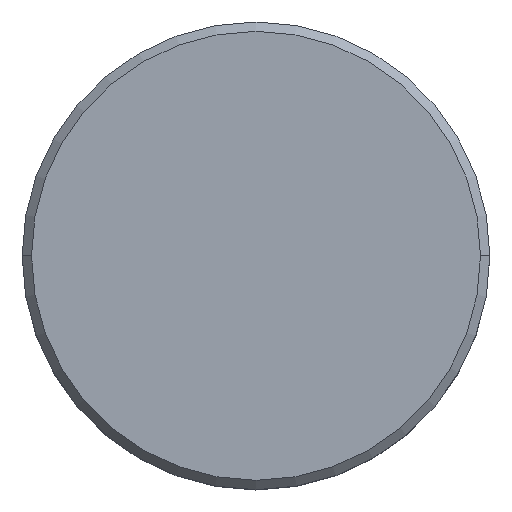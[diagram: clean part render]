
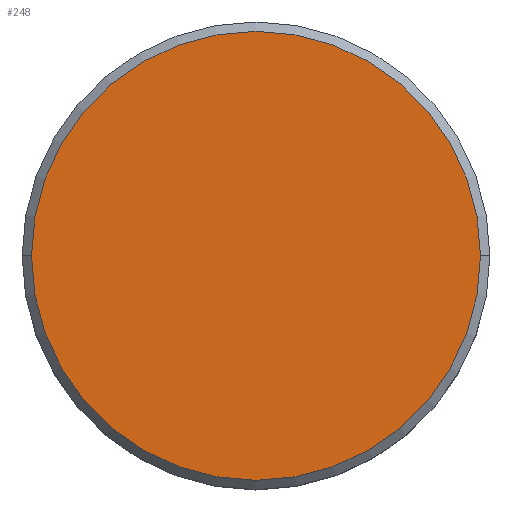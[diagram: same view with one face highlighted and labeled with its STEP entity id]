
A CAD part, top view. The second image highlights one B-rep face of the part: STEP entity #248.
In plain terms, the highlighted planar face has unit normal (0, 0, 1).
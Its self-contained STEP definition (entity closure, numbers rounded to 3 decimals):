
#4 = CIRCLE ( 'NONE', #425, 12. ) ;
#27 = VERTEX_POINT ( 'NONE', #465 ) ;
#38 = CARTESIAN_POINT ( 'NONE',  ( 0., 0., 0. ) ) ;
#65 = EDGE_CURVE ( 'NONE', #27, #235, #236, .T. ) ;
#74 = AXIS2_PLACEMENT_3D ( 'NONE', #38, #312, #176 ) ;
#80 = EDGE_LOOP ( 'NONE', ( #516, #531 ) ) ;
#156 = AXIS2_PLACEMENT_3D ( 'NONE', #524, #344, #205 ) ;
#176 = DIRECTION ( 'NONE',  ( 1., 0., 0. ) ) ;
#180 = DIRECTION ( 'NONE',  ( 1., 0., 0. ) ) ;
#205 = DIRECTION ( 'NONE',  ( 1., 0., 0. ) ) ;
#227 = CARTESIAN_POINT ( 'NONE',  ( 0., 0., 0. ) ) ;
#235 = VERTEX_POINT ( 'NONE', #443 ) ;
#236 = CIRCLE ( 'NONE', #156, 12. ) ;
#248 = ADVANCED_FACE ( 'NONE', ( #554 ), #403, .T. ) ;
#272 = DIRECTION ( 'NONE',  ( 0., 0., 1. ) ) ;
#312 = DIRECTION ( 'NONE',  ( 0., 0., 1. ) ) ;
#339 = EDGE_CURVE ( 'NONE', #235, #27, #4, .T. ) ;
#344 = DIRECTION ( 'NONE',  ( 0., 0., 1. ) ) ;
#403 = PLANE ( 'NONE',  #74 ) ;
#425 = AXIS2_PLACEMENT_3D ( 'NONE', #227, #272, #180 ) ;
#443 = CARTESIAN_POINT ( 'NONE',  ( -12., 0., 0. ) ) ;
#465 = CARTESIAN_POINT ( 'NONE',  ( 12., 0., 0. ) ) ;
#516 = ORIENTED_EDGE ( 'NONE', *, *, #339, .T. ) ;
#524 = CARTESIAN_POINT ( 'NONE',  ( 0., 0., 0. ) ) ;
#531 = ORIENTED_EDGE ( 'NONE', *, *, #65, .T. ) ;
#554 = FACE_OUTER_BOUND ( 'NONE', #80, .T. ) ;
